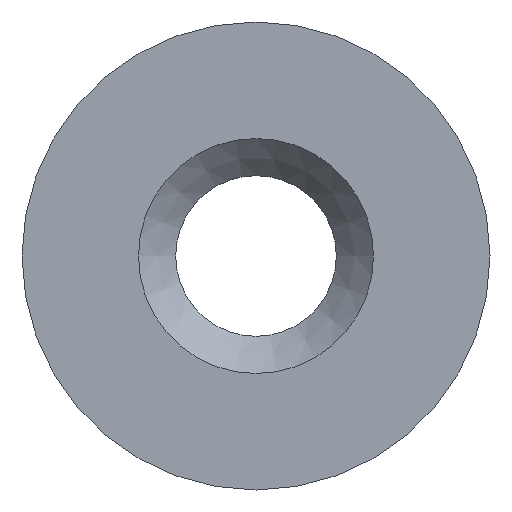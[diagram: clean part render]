
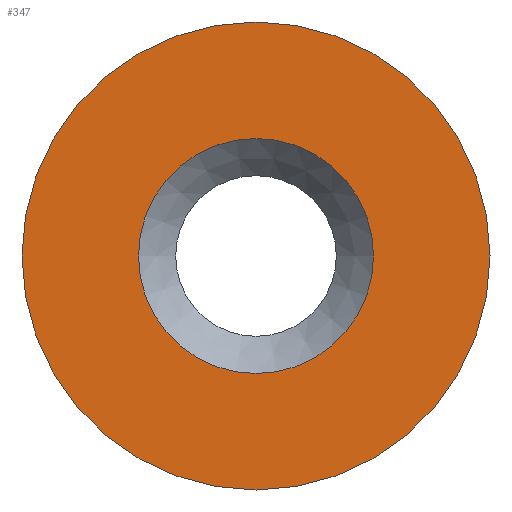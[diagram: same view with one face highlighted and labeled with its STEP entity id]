
A CAD part, front view. The second image highlights one B-rep face of the part: STEP entity #347.
In plain terms, the highlighted planar face has unit normal (0, -1, 0).
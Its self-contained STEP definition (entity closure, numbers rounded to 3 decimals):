
#172=CARTESIAN_POINT('',(11.05,0.,0.));
#173=VERTEX_POINT('',#172);
#174=CARTESIAN_POINT('',(0.0,0.,0.));
#175=DIRECTION('',(0.0,1.0,0.0));
#176=DIRECTION('',(-1.0,0.0,0.0));
#177=AXIS2_PLACEMENT_3D('',#174,#175,#176);
#178=CIRCLE('',#177,11.05);
#179=EDGE_CURVE('',#173,#173,#178,.T.);
#292=CARTESIAN_POINT('',(0.0,0.0,22.));
#293=VERTEX_POINT('',#292);
#294=CARTESIAN_POINT('',(0.0,0.,0.));
#295=DIRECTION('',(0.0,1.0,0.0));
#296=DIRECTION('',(0.0,0.0,1.0));
#297=AXIS2_PLACEMENT_3D('',#294,#295,#296);
#298=CIRCLE('',#297,22.);
#299=EDGE_CURVE('',#293,#293,#298,.T.);
#336=CARTESIAN_POINT('',(0.0,0.0,11.));
#337=DIRECTION('',(0.0,-1.0,0.0));
#338=DIRECTION('',(0.0,0.0,-1.0));
#339=AXIS2_PLACEMENT_3D('',#336,#337,#338);
#340=PLANE('',#339);
#341=ORIENTED_EDGE('',*,*,#299,.F.);
#342=EDGE_LOOP('',(#341));
#343=FACE_OUTER_BOUND('',#342,.T.);
#344=ORIENTED_EDGE('',*,*,#179,.T.);
#345=EDGE_LOOP('',(#344));
#346=FACE_BOUND('',#345,.T.);
#347=ADVANCED_FACE('',(#343,#346),#340,.T.);
